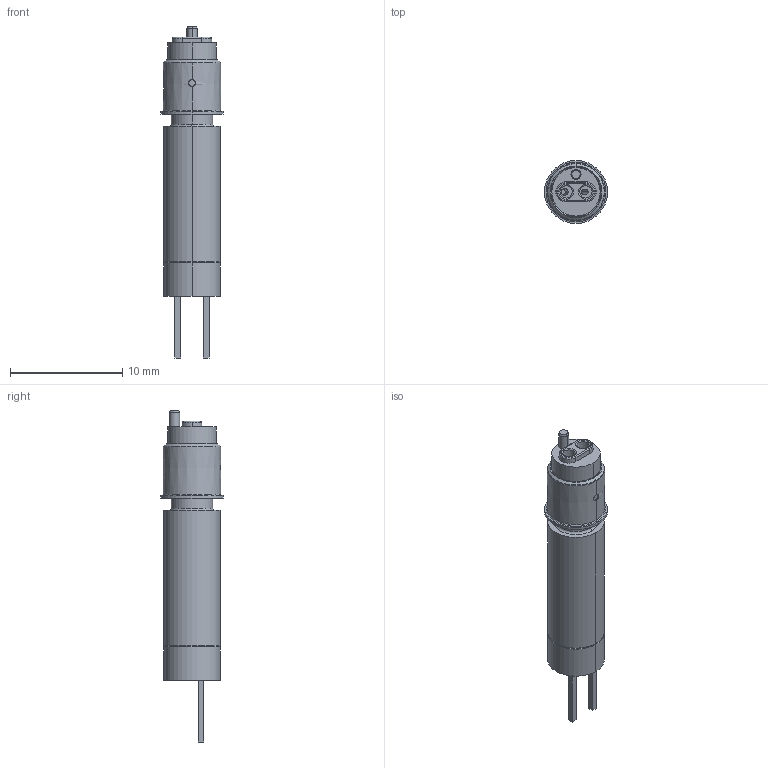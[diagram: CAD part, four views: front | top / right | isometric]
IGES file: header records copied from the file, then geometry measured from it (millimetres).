
Start section: SolidWorks IGES file using analytic representation for surfaces
Global section: file name: E-V-250040.IGS; native system: SolidWorks 2022; preprocessor: SolidWorks 2022; author: WTsang; date: 250924.113611; units: millimetre
Bounding box: 5.6 x 5.6 x 29.53 mm (x, y, z)
Volume: 432 mm3; surface area: 479 mm2
Topology: 2 solids, 2 shells, 117 faces, 258 edges, 154 vertices
Faces by surface type: revolution 82, plane 35
